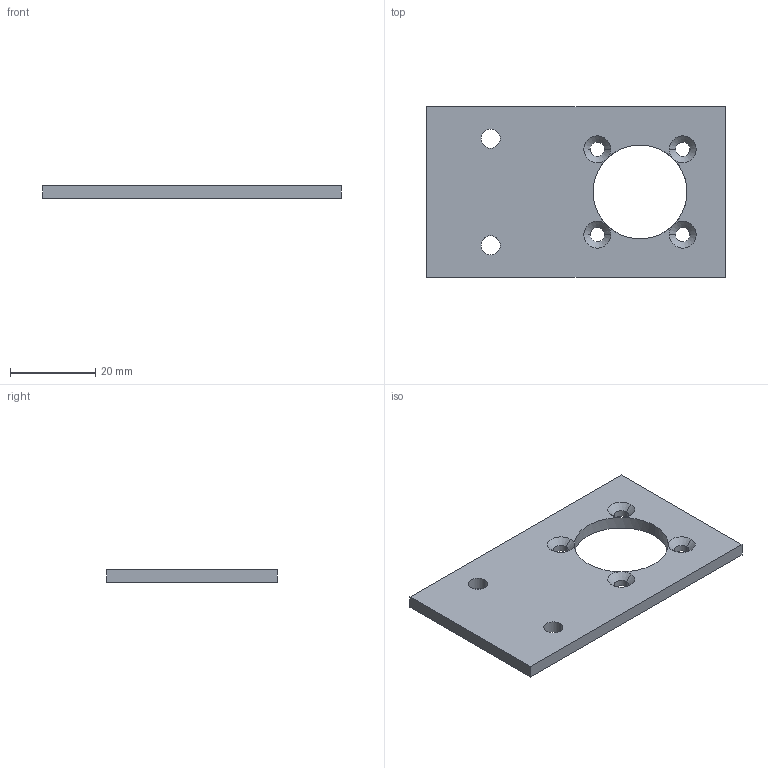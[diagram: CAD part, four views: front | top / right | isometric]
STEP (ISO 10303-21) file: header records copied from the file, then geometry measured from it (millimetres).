
FILE_DESCRIPTION (( 'STEP AP214' ), '1' );
FILE_NAME ('MotorhalterungNEMA17.STEP', '2025-07-17T15:19:06', ( '' ), ( '' ), 'SwSTEP 2.0', 'SolidWorks 2023', '' );
FILE_SCHEMA (( 'AUTOMOTIVE_DESIGN' ));
Length unit declared in the file: millimetre
Products named in the file (1): MotorhalterungNEMA17
Bounding box: 70 x 40 x 3 mm (x, y, z)
Volume: 6997.5 mm3; surface area: 5758.5 mm2
Topology: 1 solids, 1 shells, 28 faces, 82 edges, 52 vertices
Faces by surface type: cylinder 14, cone 8, plane 6
Entity records: 1001 total; most frequent: DIRECTION 180, CARTESIAN_POINT 175, ORIENTED_EDGE 164, EDGE_CURVE 82, AXIS2_PLACEMENT_3D 73, VERTEX_POINT 52, CIRCLE 44, EDGE_LOOP 38
